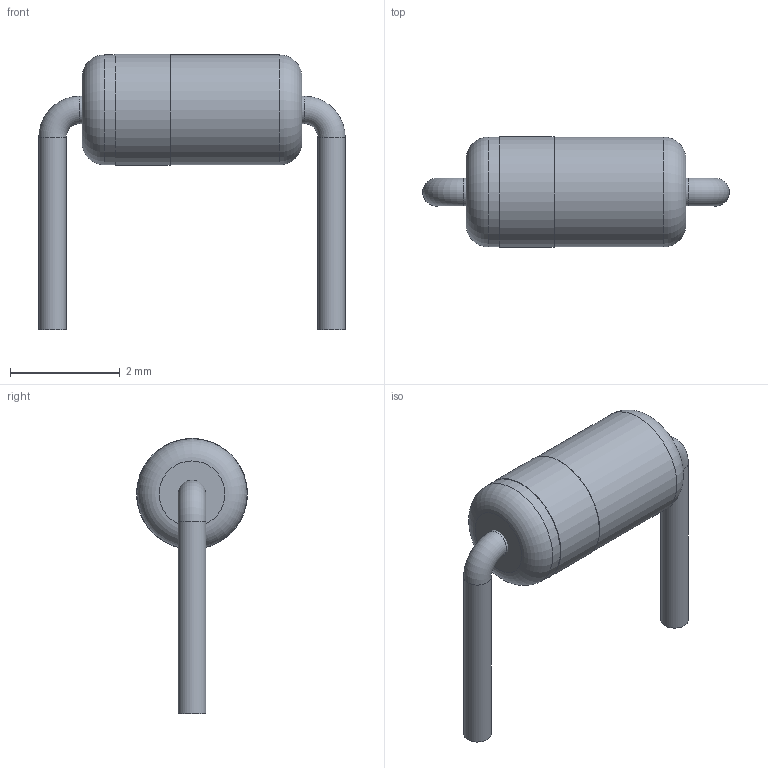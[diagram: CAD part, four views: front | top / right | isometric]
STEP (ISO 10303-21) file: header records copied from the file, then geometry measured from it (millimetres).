
FILE_DESCRIPTION(/* description */ (''),/* implementation_level */ '2;1');
FILE_NAME(/* name */ 'D_DO-35_SOD27_P7.62mm_Horizontal.step',/* time_stamp */ '2022-02-04T21:22:20-08:00',/* author */ (''),/* organization */ (''),/* preprocessor_version */ 'ST-DEVELOPER v18.1',/* originating_system */ 'Autodesk Translation Framework v10.10.0.1391',/* authorisation */ '');
FILE_SCHEMA (('AUTOMOTIVE_DESIGN { 1 0 10303 214 3 1 1 }'));
Length unit declared in the file: millimetre
Products named in the file (1): (Unsaved)
Bounding box: 5.58 x 2.02 x 5.01 mm (x, y, z)
Volume: 14.7 mm3; surface area: 50 mm2
Topology: 3 solids, 3 shells, 18 faces, 28 edges, 18 vertices
Faces by surface type: plane 8, cylinder 6, torus 4
Full cylindrical faces by diameter (mm): 0.5 x3, 2 x2, 2.02 x1
Entity records: 486 total; most frequent: DIRECTION 88, CARTESIAN_POINT 65, ORIENTED_EDGE 56, AXIS2_PLACEMENT_3D 41, EDGE_CURVE 28, CIRCLE 22, EDGE_LOOP 20, STYLED_ITEM 19
